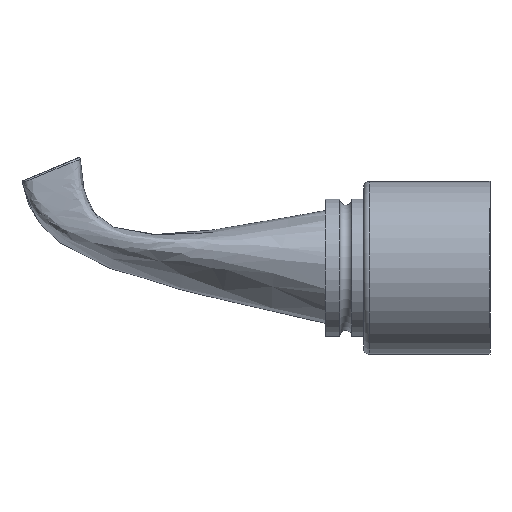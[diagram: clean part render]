
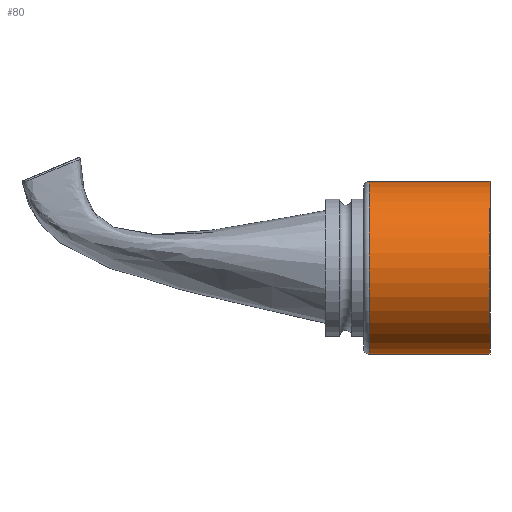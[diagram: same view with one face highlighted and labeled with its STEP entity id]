
A CAD part, left-side view. The second image highlights one B-rep face of the part: STEP entity #80.
In plain terms, the highlighted cylindrical face has radius 19.939 mm (diameter 39.878 mm), a full revolution.
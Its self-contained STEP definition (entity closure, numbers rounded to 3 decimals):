
#31 = VERTEX_POINT('',#32);
#32 = CARTESIAN_POINT('',(0.,27.94,-19.939));
#39 = EDGE_CURVE('',#31,#40,#42,.T.);
#40 = VERTEX_POINT('',#41);
#41 = CARTESIAN_POINT('',(-19.939,27.94,0.));
#42 = CIRCLE('',#43,19.939);
#43 = AXIS2_PLACEMENT_3D('',#44,#45,#46);
#44 = CARTESIAN_POINT('',(0.,27.94,0.));
#45 = DIRECTION('',(-0.,1.,0.));
#46 = DIRECTION('',(1.,0.,0.));
#48 = EDGE_CURVE('',#40,#31,#49,.T.);
#49 = CIRCLE('',#50,19.939);
#50 = AXIS2_PLACEMENT_3D('',#51,#52,#53);
#51 = CARTESIAN_POINT('',(0.,27.94,0.));
#52 = DIRECTION('',(-0.,1.,0.));
#53 = DIRECTION('',(1.,0.,0.));
#80 = ADVANCED_FACE('',(#81),#101,.T.);
#81 = FACE_BOUND('',#82,.T.);
#82 = EDGE_LOOP('',(#83,#84,#92,#99,#100));
#83 = ORIENTED_EDGE('',*,*,#48,.F.);
#84 = ORIENTED_EDGE('',*,*,#85,.T.);
#85 = EDGE_CURVE('',#40,#86,#88,.T.);
#86 = VERTEX_POINT('',#87);
#87 = CARTESIAN_POINT('',(-19.939,0.,0.));
#88 = LINE('',#89,#90);
#89 = CARTESIAN_POINT('',(-19.939,0.,0.));
#90 = VECTOR('',#91,1.);
#91 = DIRECTION('',(0.,-1.,0.));
#92 = ORIENTED_EDGE('',*,*,#93,.T.);
#93 = EDGE_CURVE('',#86,#86,#94,.T.);
#94 = CIRCLE('',#95,19.939);
#95 = AXIS2_PLACEMENT_3D('',#96,#97,#98);
#96 = CARTESIAN_POINT('',(0.,0.,0.));
#97 = DIRECTION('',(-0.,1.,0.));
#98 = DIRECTION('',(1.,0.,0.));
#99 = ORIENTED_EDGE('',*,*,#85,.F.);
#100 = ORIENTED_EDGE('',*,*,#39,.F.);
#101 = CYLINDRICAL_SURFACE('',#102,19.939);
#102 = AXIS2_PLACEMENT_3D('',#103,#104,#105);
#103 = CARTESIAN_POINT('',(0.,0.,0.));
#104 = DIRECTION('',(0.,1.,0.));
#105 = DIRECTION('',(1.,0.,0.));
